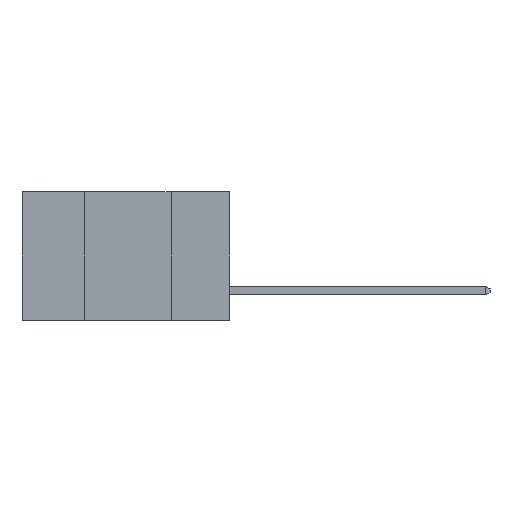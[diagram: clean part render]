
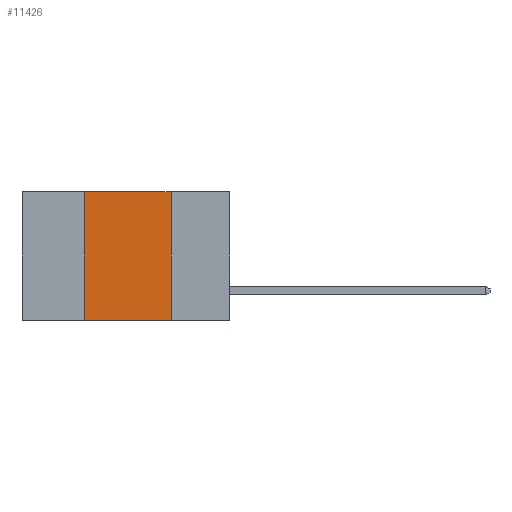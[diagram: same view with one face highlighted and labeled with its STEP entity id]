
A CAD part, left-side view. The second image highlights one B-rep face of the part: STEP entity #11426.
In plain terms, the highlighted planar face has unit normal (-1, 0, 0).
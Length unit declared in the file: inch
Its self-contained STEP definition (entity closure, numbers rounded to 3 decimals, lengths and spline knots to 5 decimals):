
#412 = CARTESIAN_POINT ( 'NONE',  ( 0., 0.42, 0. ) ) ;
#1380 = VECTOR ( 'NONE', #1580, 39.37008 ) ;
#1475 = VERTEX_POINT ( 'NONE', #10104 ) ;
#1580 = DIRECTION ( 'NONE',  ( 0., -1., 0. ) ) ;
#2545 = CARTESIAN_POINT ( 'NONE',  ( 0., 0.17, 0. ) ) ;
#2910 = ORIENTED_EDGE ( 'NONE', *, *, #7930, .F. ) ;
#3224 = EDGE_CURVE ( 'NONE', #11605, #1475, #13010, .T. ) ;
#3486 = DIRECTION ( 'NONE',  ( 1., 0., 0. ) ) ;
#3589 = CARTESIAN_POINT ( 'NONE',  ( 0., 0.42, 0. ) ) ;
#4395 = AXIS2_PLACEMENT_3D ( 'NONE', #12551, #3486, #11471 ) ;
#4745 = ORIENTED_EDGE ( 'NONE', *, *, #3224, .F. ) ;
#4948 = LINE ( 'NONE', #14719, #10660 ) ;
#7329 = VECTOR ( 'NONE', #11569, 39.37008 ) ;
#7410 = ORIENTED_EDGE ( 'NONE', *, *, #11386, .F. ) ;
#7930 = EDGE_CURVE ( 'NONE', #12782, #14310, #13409, .T. ) ;
#8034 = CARTESIAN_POINT ( 'NONE',  ( 0., 0.42, -0.37 ) ) ;
#9701 = EDGE_LOOP ( 'NONE', ( #4745, #7410, #2910, #13851 ) ) ;
#9987 = VECTOR ( 'NONE', #12809, 39.37008 ) ;
#10104 = CARTESIAN_POINT ( 'NONE',  ( 0., 0.17, -0.37 ) ) ;
#10123 = LINE ( 'NONE', #12936, #1380 ) ;
#10319 = PLANE ( 'NONE',  #4395 ) ;
#10660 = VECTOR ( 'NONE', #12500, 39.37008 ) ;
#11386 = EDGE_CURVE ( 'NONE', #14310, #11605, #4948, .T. ) ;
#11426 = ADVANCED_FACE ( 'NONE', ( #12966 ), #10319, .F. ) ;
#11471 = DIRECTION ( 'NONE',  ( 0., 0., -1. ) ) ;
#11569 = DIRECTION ( 'NONE',  ( 0., 0., 1. ) ) ;
#11605 = VERTEX_POINT ( 'NONE', #11719 ) ;
#11679 = EDGE_CURVE ( 'NONE', #12782, #1475, #10123, .T. ) ;
#11719 = CARTESIAN_POINT ( 'NONE',  ( 0., 0.17, 0. ) ) ;
#12500 = DIRECTION ( 'NONE',  ( 0., -1., 0. ) ) ;
#12551 = CARTESIAN_POINT ( 'NONE',  ( 0., 0.6, 0. ) ) ;
#12782 = VERTEX_POINT ( 'NONE', #8034 ) ;
#12809 = DIRECTION ( 'NONE',  ( 0., 0., -1. ) ) ;
#12936 = CARTESIAN_POINT ( 'NONE',  ( 0., 0.6, -0.37 ) ) ;
#12966 = FACE_OUTER_BOUND ( 'NONE', #9701, .T. ) ;
#13010 = LINE ( 'NONE', #2545, #9987 ) ;
#13409 = LINE ( 'NONE', #3589, #7329 ) ;
#13851 = ORIENTED_EDGE ( 'NONE', *, *, #11679, .T. ) ;
#14310 = VERTEX_POINT ( 'NONE', #412 ) ;
#14719 = CARTESIAN_POINT ( 'NONE',  ( 0., 0.6, 0. ) ) ;
